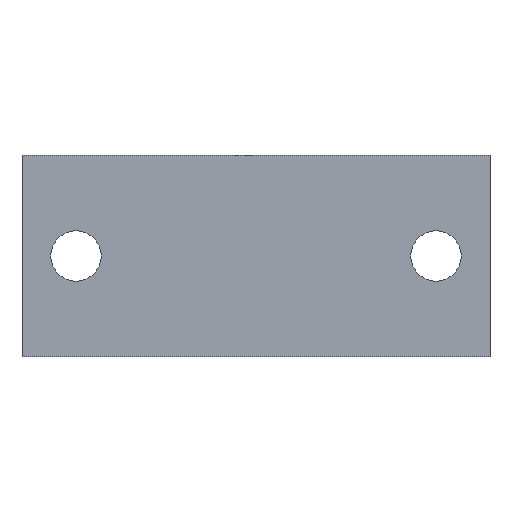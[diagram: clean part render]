
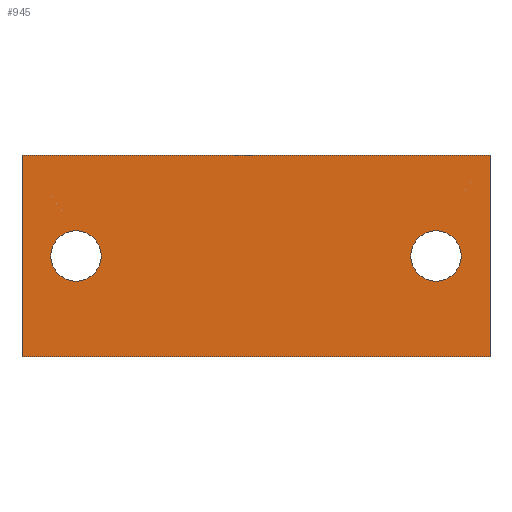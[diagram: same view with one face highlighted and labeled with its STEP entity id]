
A CAD part, front view. The second image highlights one B-rep face of the part: STEP entity #945.
In plain terms, the highlighted planar face has unit normal (0, -1, 0).
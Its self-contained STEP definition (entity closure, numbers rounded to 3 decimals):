
#8 = CARTESIAN_POINT ( 'NONE',  ( -65., 0., -28. ) ) ;
#9 = DIRECTION ( 'NONE',  ( 0., 0., 1. ) ) ;
#24 = CARTESIAN_POINT ( 'NONE',  ( 0., 0., -28. ) ) ;
#43 = DIRECTION ( 'NONE',  ( 1., 0., 0. ) ) ;
#53 = CARTESIAN_POINT ( 'NONE',  ( -7.5, 0., -10.5 ) ) ;
#59 = CARTESIAN_POINT ( 'NONE',  ( -57.5, 0., -17.5 ) ) ;
#65 = DIRECTION ( 'NONE',  ( 0., -1., 0. ) ) ;
#93 = PLANE ( 'NONE',  #585 ) ;
#100 = CARTESIAN_POINT ( 'NONE',  ( -7.5, 0., -17.5 ) ) ;
#102 = VERTEX_POINT ( 'NONE', #100 ) ;
#105 = CARTESIAN_POINT ( 'NONE',  ( 0., 0., -28. ) ) ;
#123 = VERTEX_POINT ( 'NONE', #182 ) ;
#128 = DIRECTION ( 'NONE',  ( 1., 0., 0. ) ) ;
#154 = CARTESIAN_POINT ( 'NONE',  ( -57.5, 0., -10.5 ) ) ;
#156 = VERTEX_POINT ( 'NONE', #327 ) ;
#182 = CARTESIAN_POINT ( 'NONE',  ( 0., 0., -28. ) ) ;
#185 = VERTEX_POINT ( 'NONE', #59 ) ;
#193 = CARTESIAN_POINT ( 'NONE',  ( -57.5, 0., -14. ) ) ;
#196 = DIRECTION ( 'NONE',  ( 0., 1., 0. ) ) ;
#200 = DIRECTION ( 'NONE',  ( 0., 1., 0. ) ) ;
#208 = CARTESIAN_POINT ( 'NONE',  ( 0., 0., 0. ) ) ;
#227 = DIRECTION ( 'NONE',  ( 0., 0., 1. ) ) ;
#228 = DIRECTION ( 'NONE',  ( 0., 0., 1. ) ) ;
#229 = CARTESIAN_POINT ( 'NONE',  ( -7.5, 0., -14. ) ) ;
#249 = DIRECTION ( 'NONE',  ( 1., 0., 0. ) ) ;
#284 = CARTESIAN_POINT ( 'NONE',  ( -65., 0., -28. ) ) ;
#308 = VERTEX_POINT ( 'NONE', #8 ) ;
#327 = CARTESIAN_POINT ( 'NONE',  ( 0., 0., 0. ) ) ;
#337 = CARTESIAN_POINT ( 'NONE',  ( 0., 0., -28. ) ) ;
#350 = VERTEX_POINT ( 'NONE', #448 ) ;
#370 = DIRECTION ( 'NONE',  ( 0., 1., 0. ) ) ;
#383 = DIRECTION ( 'NONE',  ( 0., 0., 1. ) ) ;
#393 = VERTEX_POINT ( 'NONE', #53 ) ;
#394 = DIRECTION ( 'NONE',  ( 0., 1., 0. ) ) ;
#420 = VERTEX_POINT ( 'NONE', #154 ) ;
#429 = DIRECTION ( 'NONE',  ( 0., 0., 1. ) ) ;
#438 = CARTESIAN_POINT ( 'NONE',  ( -57.5, 0., -14. ) ) ;
#448 = CARTESIAN_POINT ( 'NONE',  ( -65., 0., 0. ) ) ;
#465 = DIRECTION ( 'NONE',  ( 0., 0., 1. ) ) ;
#467 = CARTESIAN_POINT ( 'NONE',  ( -7.5, 0., -14. ) ) ;
#487 = LINE ( 'NONE', #337, #493 ) ;
#493 = VECTOR ( 'NONE', #249, 1000. ) ;
#585 = AXIS2_PLACEMENT_3D ( 'NONE', #24, #65, #128 ) ;
#601 = AXIS2_PLACEMENT_3D ( 'NONE', #193, #200, #227 ) ;
#607 = AXIS2_PLACEMENT_3D ( 'NONE', #438, #196, #383 ) ;
#612 = AXIS2_PLACEMENT_3D ( 'NONE', #467, #370, #429 ) ;
#617 = AXIS2_PLACEMENT_3D ( 'NONE', #229, #394, #228 ) ;
#749 = ORIENTED_EDGE ( 'NONE', *, *, #1111, .T. ) ;
#754 = ORIENTED_EDGE ( 'NONE', *, *, #1145, .T. ) ;
#765 = ORIENTED_EDGE ( 'NONE', *, *, #1156, .F. ) ;
#767 = ORIENTED_EDGE ( 'NONE', *, *, #1094, .F. ) ;
#785 = ORIENTED_EDGE ( 'NONE', *, *, #1070, .T. ) ;
#790 = LINE ( 'NONE', #284, #792 ) ;
#791 = CIRCLE ( 'NONE', #617, 3.5 ) ;
#792 = VECTOR ( 'NONE', #465, 1000. ) ;
#821 = LINE ( 'NONE', #208, #828 ) ;
#828 = VECTOR ( 'NONE', #43, 1000. ) ;
#894 = ORIENTED_EDGE ( 'NONE', *, *, #1133, .T. ) ;
#904 = ORIENTED_EDGE ( 'NONE', *, *, #1155, .T. ) ;
#921 = ORIENTED_EDGE ( 'NONE', *, *, #1126, .T. ) ;
#945 = ADVANCED_FACE ( 'NONE', ( #946, #949, #952 ), #93, .T. ) ;
#946 = FACE_BOUND ( 'NONE', #988, .T. ) ;
#948 = VECTOR ( 'NONE', #9, 1000. ) ;
#949 = FACE_BOUND ( 'NONE', #993, .T. ) ;
#950 = LINE ( 'NONE', #105, #948 ) ;
#952 = FACE_OUTER_BOUND ( 'NONE', #990, .T. ) ;
#988 = EDGE_LOOP ( 'NONE', ( #921, #894 ) ) ;
#990 = EDGE_LOOP ( 'NONE', ( #767, #765, #749, #785 ) ) ;
#993 = EDGE_LOOP ( 'NONE', ( #904, #754 ) ) ;
#1012 = CIRCLE ( 'NONE', #612, 3.5 ) ;
#1033 = CIRCLE ( 'NONE', #601, 3.5 ) ;
#1040 = CIRCLE ( 'NONE', #607, 3.5 ) ;
#1070 = EDGE_CURVE ( 'NONE', #123, #156, #950, .T. ) ;
#1094 = EDGE_CURVE ( 'NONE', #350, #156, #821, .T. ) ;
#1111 = EDGE_CURVE ( 'NONE', #308, #123, #487, .T. ) ;
#1126 = EDGE_CURVE ( 'NONE', #420, #185, #1033, .T. ) ;
#1133 = EDGE_CURVE ( 'NONE', #185, #420, #1040, .T. ) ;
#1145 = EDGE_CURVE ( 'NONE', #102, #393, #1012, .T. ) ;
#1155 = EDGE_CURVE ( 'NONE', #393, #102, #791, .T. ) ;
#1156 = EDGE_CURVE ( 'NONE', #308, #350, #790, .T. ) ;
